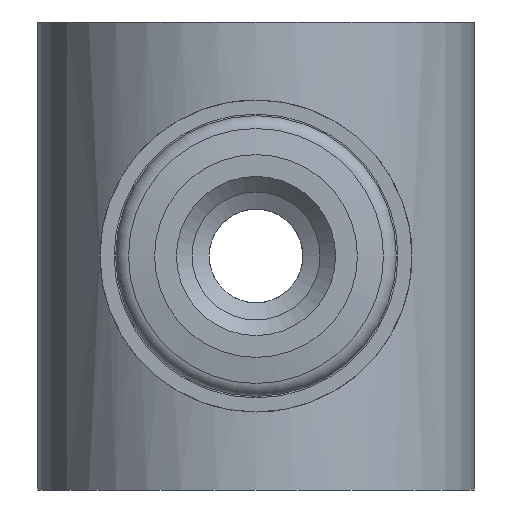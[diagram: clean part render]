
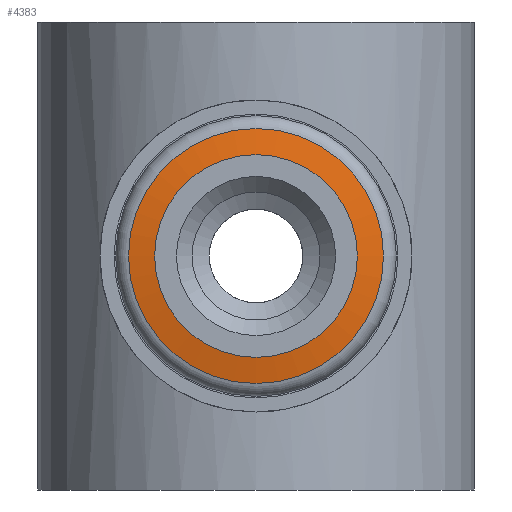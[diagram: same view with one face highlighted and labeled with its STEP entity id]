
A CAD part, left-side view. The second image highlights one B-rep face of the part: STEP entity #4383.
In plain terms, the highlighted conical face has half-angle 80 degrees and reference radius 4.087 mm.
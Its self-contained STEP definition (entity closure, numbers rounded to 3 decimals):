
#656=CONICAL_SURFACE('',#4254,4.087,80.);
#687=ORIENTED_EDGE('',*,*,#908,.T.);
#688=ORIENTED_EDGE('',*,*,#907,.F.);
#795=CIRCLE('',#4253,3.25);
#796=CIRCLE('',#4255,4.087);
#849=VERTEX_POINT('',#1445);
#850=VERTEX_POINT('',#1448);
#907=EDGE_CURVE('',#849,#849,#795,.T.);
#908=EDGE_CURVE('',#850,#850,#796,.T.);
#973=EDGE_LOOP('',(#687));
#974=EDGE_LOOP('',(#688));
#1089=FACE_BOUND('',#973,.T.);
#1090=FACE_BOUND('',#974,.T.);
#1221=DIRECTION('',(0.,1.,0.));
#1222=DIRECTION('',(3.25,0.,0.));
#1223=DIRECTION('',(0.,-1.,0.));
#1224=DIRECTION('',(1.,0.,0.));
#1225=DIRECTION('',(0.,1.,0.));
#1226=DIRECTION('',(4.087,0.,0.));
#1445=CARTESIAN_POINT('',(93.285,52.38,0.));
#1446=CARTESIAN_POINT('',(90.035,52.38,0.));
#1447=CARTESIAN_POINT('',(90.035,52.233,0.));
#1448=CARTESIAN_POINT('',(94.122,52.233,0.));
#1449=CARTESIAN_POINT('',(90.035,52.233,0.));
#4253=AXIS2_PLACEMENT_3D('',#1446,#1221,#1222);
#4254=AXIS2_PLACEMENT_3D('',#1447,#1223,#1224);
#4255=AXIS2_PLACEMENT_3D('',#1449,#1225,#1226);
#4383=ADVANCED_FACE('',(#1089,#1090),#656,.T.);
